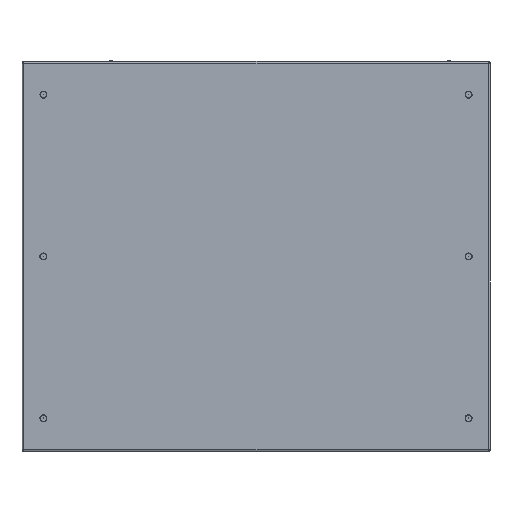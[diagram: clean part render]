
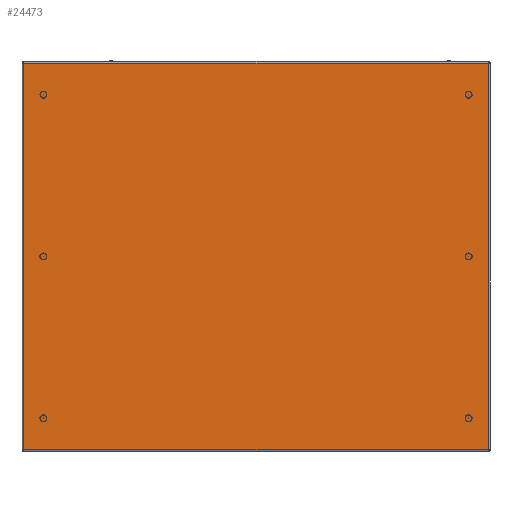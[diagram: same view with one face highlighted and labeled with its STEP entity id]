
A CAD part, front view. The second image highlights one B-rep face of the part: STEP entity #24473.
In plain terms, the highlighted planar face has unit normal (0, -1, 0).
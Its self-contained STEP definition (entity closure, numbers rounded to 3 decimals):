
#2300=LINE('',#42770,#3844);
#2311=LINE('',#42858,#3855);
#2322=LINE('',#42946,#3866);
#2333=LINE('',#43034,#3877);
#2335=LINE('',#43059,#3879);
#2338=LINE('',#43065,#3882);
#2339=LINE('',#43066,#3883);
#2340=LINE('',#43068,#3884);
#2341=LINE('',#43069,#3885);
#2342=LINE('',#43071,#3886);
#2343=LINE('',#43072,#3887);
#2344=LINE('',#43073,#3888);
#3844=VECTOR('',#33151,595.631);
#3855=VECTOR('',#33188,495.631);
#3866=VECTOR('',#33225,495.631);
#3877=VECTOR('',#33262,595.631);
#3879=VECTOR('',#33268,0.184);
#3882=VECTOR('',#33273,0.184);
#3883=VECTOR('',#33274,0.184);
#3884=VECTOR('',#33275,0.184);
#3885=VECTOR('',#33276,0.184);
#3886=VECTOR('',#33277,0.184);
#3887=VECTOR('',#33278,0.184);
#3888=VECTOR('',#33279,0.184);
#4762=PLANE('',#26918);
#6798=FACE_OUTER_BOUND('',#8686,.T.);
#8686=EDGE_LOOP('',(#21093,#21094,#21095,#21096,#21097,#21098,#21099,#21100,
#21101,#21102,#21103,#21104));
#11680=VERTEX_POINT('',#42720);
#11685=VERTEX_POINT('',#42746);
#11692=VERTEX_POINT('',#42808);
#11697=VERTEX_POINT('',#42834);
#11704=VERTEX_POINT('',#42896);
#11709=VERTEX_POINT('',#42922);
#11716=VERTEX_POINT('',#42984);
#11721=VERTEX_POINT('',#43010);
#11722=VERTEX_POINT('',#43058);
#11724=VERTEX_POINT('',#43064);
#11725=VERTEX_POINT('',#43067);
#11726=VERTEX_POINT('',#43070);
#14799=EDGE_CURVE('',#11680,#11685,#2300,.T.);
#14820=EDGE_CURVE('',#11692,#11697,#2311,.T.);
#14841=EDGE_CURVE('',#11704,#11709,#2322,.T.);
#14862=EDGE_CURVE('',#11716,#11721,#2333,.T.);
#14865=EDGE_CURVE('',#11722,#11680,#2335,.T.);
#14868=EDGE_CURVE('',#11685,#11724,#2338,.T.);
#14869=EDGE_CURVE('',#11724,#11692,#2339,.T.);
#14870=EDGE_CURVE('',#11697,#11725,#2340,.T.);
#14871=EDGE_CURVE('',#11725,#11716,#2341,.T.);
#14872=EDGE_CURVE('',#11721,#11726,#2342,.T.);
#14873=EDGE_CURVE('',#11726,#11704,#2343,.T.);
#14874=EDGE_CURVE('',#11709,#11722,#2344,.T.);
#21093=ORIENTED_EDGE('',*,*,#14799,.T.);
#21094=ORIENTED_EDGE('',*,*,#14868,.T.);
#21095=ORIENTED_EDGE('',*,*,#14869,.T.);
#21096=ORIENTED_EDGE('',*,*,#14820,.T.);
#21097=ORIENTED_EDGE('',*,*,#14870,.T.);
#21098=ORIENTED_EDGE('',*,*,#14871,.T.);
#21099=ORIENTED_EDGE('',*,*,#14862,.T.);
#21100=ORIENTED_EDGE('',*,*,#14872,.T.);
#21101=ORIENTED_EDGE('',*,*,#14873,.T.);
#21102=ORIENTED_EDGE('',*,*,#14841,.T.);
#21103=ORIENTED_EDGE('',*,*,#14874,.T.);
#21104=ORIENTED_EDGE('',*,*,#14865,.T.);
#24473=ADVANCED_FACE('',(#6798),#4762,.F.);
#26918=AXIS2_PLACEMENT_3D('',#43063,#33271,#33272);
#33151=DIRECTION('',(1.,0.,0.));
#33188=DIRECTION('',(0.,0.,1.));
#33225=DIRECTION('',(0.,0.,-1.));
#33262=DIRECTION('',(-1.,0.,0.));
#33268=DIRECTION('',(0.,0.,-1.));
#33271=DIRECTION('center_axis',(0.,1.,0.));
#33272=DIRECTION('ref_axis',(0.,0.,1.));
#33273=DIRECTION('',(0.,0.,1.));
#33274=DIRECTION('',(1.,0.,0.));
#33275=DIRECTION('',(-1.,0.,0.));
#33276=DIRECTION('',(0.,0.,1.));
#33277=DIRECTION('',(0.,0.,-1.));
#33278=DIRECTION('',(-1.,0.,0.));
#33279=DIRECTION('',(1.,0.,0.));
#42720=CARTESIAN_POINT('',(-297.816,0.,-248.));
#42746=CARTESIAN_POINT('',(297.816,0.,-248.));
#42770=CARTESIAN_POINT('',(-149.,0.,-248.));
#42808=CARTESIAN_POINT('',(298.,0.,-247.816));
#42834=CARTESIAN_POINT('',(298.,0.,247.816));
#42858=CARTESIAN_POINT('',(298.,0.,-124.));
#42896=CARTESIAN_POINT('',(-298.,0.,247.816));
#42922=CARTESIAN_POINT('',(-298.,0.,-247.816));
#42946=CARTESIAN_POINT('',(-298.,0.,124.));
#42984=CARTESIAN_POINT('',(297.816,0.,248.));
#43010=CARTESIAN_POINT('',(-297.816,0.,248.));
#43034=CARTESIAN_POINT('',(149.,0.,248.));
#43058=CARTESIAN_POINT('',(-297.816,0.,-247.816));
#43059=CARTESIAN_POINT('',(-297.816,0.,-123.908));
#43063=CARTESIAN_POINT('Origin',(0.,0.,0.));
#43064=CARTESIAN_POINT('',(297.816,0.,-247.816));
#43065=CARTESIAN_POINT('',(297.816,0.,-124.908));
#43066=CARTESIAN_POINT('',(148.908,0.,-247.816));
#43067=CARTESIAN_POINT('',(297.816,0.,247.816));
#43068=CARTESIAN_POINT('',(149.908,0.,247.816));
#43069=CARTESIAN_POINT('',(297.816,0.,123.908));
#43070=CARTESIAN_POINT('',(-297.816,0.,247.816));
#43071=CARTESIAN_POINT('',(-297.816,0.,124.908));
#43072=CARTESIAN_POINT('',(-148.908,0.,247.816));
#43073=CARTESIAN_POINT('',(-149.908,0.,-247.816));
